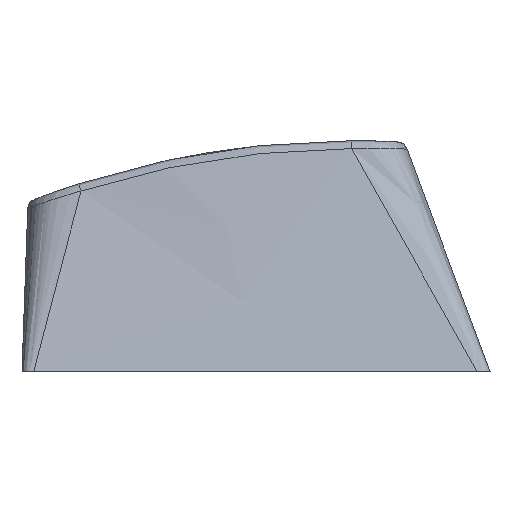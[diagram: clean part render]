
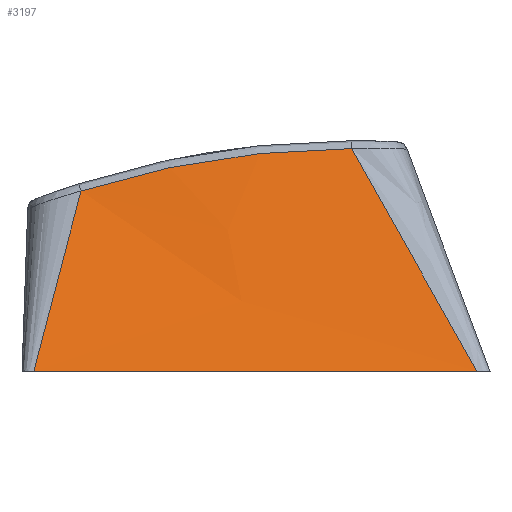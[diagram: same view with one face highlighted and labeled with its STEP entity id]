
A CAD part, left-side view. The second image highlights one B-rep face of the part: STEP entity #3197.
In plain terms, the highlighted free-form (B-spline) face has degree [3, 2] with [4, 3] control points.
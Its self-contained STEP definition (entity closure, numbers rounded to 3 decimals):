
#14=(
BOUNDED_SURFACE()
B_SPLINE_SURFACE(3,2,((#5188,#5189,#5190),(#5191,#5192,#5193),(#5194,#5195,
#5196),(#5197,#5198,#5199)),.UNSPECIFIED.,.F.,.F.,.F.)
B_SPLINE_SURFACE_WITH_KNOTS((4,4),(3,3),(0.,9.938),(-18.1,0.),
 .UNSPECIFIED.)
GEOMETRIC_REPRESENTATION_ITEM()
RATIONAL_B_SPLINE_SURFACE(((1.,0.977,1.),(1.,0.985,1.),(1.,
0.992,1.),(1.,1.,1.)))
REPRESENTATION_ITEM('')
SURFACE()
);
#128=B_SPLINE_CURVE_WITH_KNOTS('',3,(#5201,#5202,#5203,#5204,#5205,#5206,
#5207),.UNSPECIFIED.,.F.,.F.,(4,3,4),(0.019,0.24,8.103),
 .UNSPECIFIED.);
#129=B_SPLINE_CURVE_WITH_KNOTS('',3,(#5209,#5210,#5211,#5212),
 .UNSPECIFIED.,.F.,.F.,(4,4),(-0.442,10.007),
 .UNSPECIFIED.);
#130=B_SPLINE_CURVE_WITH_KNOTS('',3,(#5213,#5214,#5215,#5216,#5217,#5218,
#5219,#5220,#5221,#5222,#5223,#5224,#5225,#5226,#5227,#5228,#5229,#5230),
 .UNSPECIFIED.,.F.,.F.,(4,2,2,2,2,2,2,2,4),(-0.184,1.101,
2.353,3.654,4.955,6.396,7.848,
9.319,10.402),.UNSPECIFIED.);
#236=FACE_OUTER_BOUND('',#424,.T.);
#424=EDGE_LOOP('',(#2339,#2340,#2341,#2342));
#744=LINE('',#4797,#1083);
#1083=VECTOR('',#3846,10.);
#1417=VERTEX_POINT('',#4783);
#1418=VERTEX_POINT('',#4796);
#1446=VERTEX_POINT('',#5200);
#1447=VERTEX_POINT('',#5208);
#1758=EDGE_CURVE('',#1417,#1418,#744,.F.);
#1792=EDGE_CURVE('',#1446,#1418,#128,.F.);
#1793=EDGE_CURVE('',#1417,#1447,#129,.F.);
#1794=EDGE_CURVE('',#1447,#1446,#130,.F.);
#2339=ORIENTED_EDGE('',*,*,#1792,.T.);
#2340=ORIENTED_EDGE('',*,*,#1758,.F.);
#2341=ORIENTED_EDGE('',*,*,#1793,.T.);
#2342=ORIENTED_EDGE('',*,*,#1794,.T.);
#3197=ADVANCED_FACE('',(#236),#14,.T.);
#3846=DIRECTION('',(0.,-1.,0.));
#4783=CARTESIAN_POINT('',(-182.3,-17.929,0.));
#4796=CARTESIAN_POINT('',(-182.3,-0.787,0.));
#4797=CARTESIAN_POINT('',(-182.3,-0.787,0.));
#5188=CARTESIAN_POINT('Ctrl Pts',(-179.275,-0.562,6.551));
#5189=CARTESIAN_POINT('Ctrl Pts',(-179.275,-7.591,9.295));
#5190=CARTESIAN_POINT('Ctrl Pts',(-179.275,-15.124,8.861));
#5191=CARTESIAN_POINT('Ctrl Pts',(-180.284,-0.486,4.368));
#5192=CARTESIAN_POINT('Ctrl Pts',(-180.299,-8.198,6.148));
#5193=CARTESIAN_POINT('Ctrl Pts',(-180.284,-16.227,5.907));
#5194=CARTESIAN_POINT('Ctrl Pts',(-181.292,-0.41,2.184));
#5195=CARTESIAN_POINT('Ctrl Pts',(-181.308,-8.795,3.05));
#5196=CARTESIAN_POINT('Ctrl Pts',(-181.292,-17.33,2.954));
#5197=CARTESIAN_POINT('Ctrl Pts',(-182.3,-0.333,0.));
#5198=CARTESIAN_POINT('Ctrl Pts',(-182.3,-9.383,0.));
#5199=CARTESIAN_POINT('Ctrl Pts',(-182.3,-18.433,0.));
#5200=CARTESIAN_POINT('',(-179.399,-2.617,6.976));
#5201=CARTESIAN_POINT('Ctrl Pts',(-182.3,-0.787,0.));
#5202=CARTESIAN_POINT('Ctrl Pts',(-182.271,-0.804,0.064));
#5203=CARTESIAN_POINT('Ctrl Pts',(-182.243,-0.821,
0.127));
#5204=CARTESIAN_POINT('Ctrl Pts',(-182.214,-0.838,0.191));
#5205=CARTESIAN_POINT('Ctrl Pts',(-181.194,-1.439,2.454));
#5206=CARTESIAN_POINT('Ctrl Pts',(-180.252,-2.032,4.715));
#5207=CARTESIAN_POINT('Ctrl Pts',(-179.399,-2.617,6.976));
#5208=CARTESIAN_POINT('',(-179.379,-13.079,8.612));
#5209=CARTESIAN_POINT('Ctrl Pts',(-179.379,-13.079,8.612));
#5210=CARTESIAN_POINT('Ctrl Pts',(-180.355,-14.7,5.737));
#5211=CARTESIAN_POINT('Ctrl Pts',(-181.323,-16.314,2.869));
#5212=CARTESIAN_POINT('Ctrl Pts',(-182.3,-17.929,0.));
#5213=CARTESIAN_POINT('Ctrl Pts',(-179.399,-2.617,6.976));
#5214=CARTESIAN_POINT('Ctrl Pts',(-179.397,-3.028,7.106));
#5215=CARTESIAN_POINT('Ctrl Pts',(-179.395,-3.44,7.229));
#5216=CARTESIAN_POINT('Ctrl Pts',(-179.391,-4.258,7.456));
#5217=CARTESIAN_POINT('Ctrl Pts',(-179.39,-4.664,7.561));
#5218=CARTESIAN_POINT('Ctrl Pts',(-179.387,-5.495,7.759));
#5219=CARTESIAN_POINT('Ctrl Pts',(-179.386,-5.921,7.853));
#5220=CARTESIAN_POINT('Ctrl Pts',(-179.383,-6.775,8.024));
#5221=CARTESIAN_POINT('Ctrl Pts',(-179.383,-7.204,8.101));
#5222=CARTESIAN_POINT('Ctrl Pts',(-179.381,-8.11,8.247));
#5223=CARTESIAN_POINT('Ctrl Pts',(-179.38,-8.588,8.314));
#5224=CARTESIAN_POINT('Ctrl Pts',(-179.379,-9.549,8.428));
#5225=CARTESIAN_POINT('Ctrl Pts',(-179.379,-10.033,8.475));
#5226=CARTESIAN_POINT('Ctrl Pts',(-179.378,-11.008,8.549));
#5227=CARTESIAN_POINT('Ctrl Pts',(-179.378,-11.5,8.576));
#5228=CARTESIAN_POINT('Ctrl Pts',(-179.379,-12.354,8.605));
#5229=CARTESIAN_POINT('Ctrl Pts',(-179.379,-12.717,8.611));
#5230=CARTESIAN_POINT('Ctrl Pts',(-179.379,-13.079,8.612));
